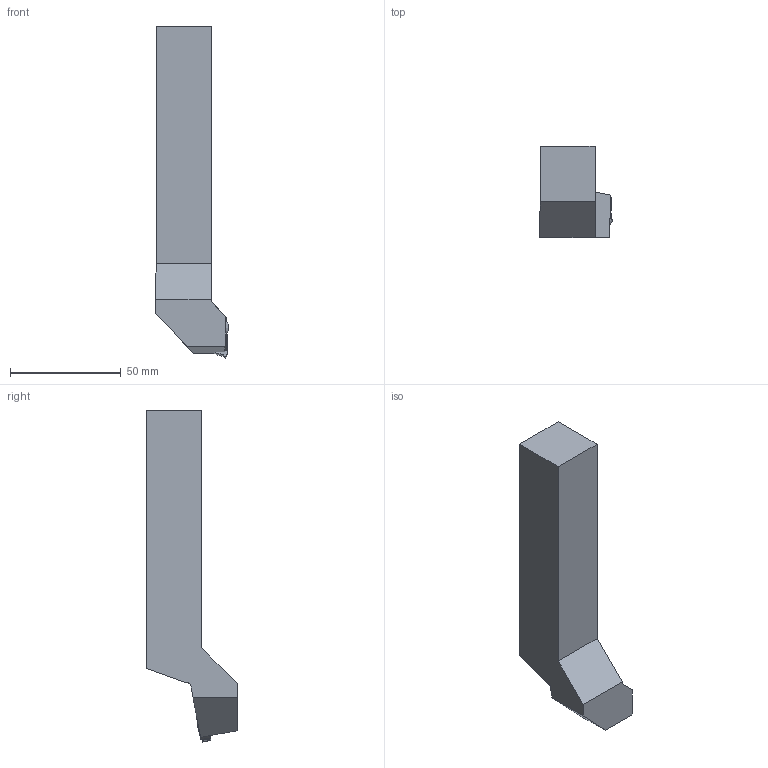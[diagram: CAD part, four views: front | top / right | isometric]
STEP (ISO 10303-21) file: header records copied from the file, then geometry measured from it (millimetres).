
FILE_DESCRIPTION(/* description */ (''),/* implementation_level */ '2;1');
FILE_NAME(/* name */ '1685535930429.stp',/* time_stamp */ '2023-05-31T17:55:39+05:00',/* author */ (''),/* organization */ ('SMS'),/* preprocessor_version */ 'ST-DEVELOPER v16.7',/* originating_system */ 'SIEMENS PLM Software NX 12.0',/* authorisation */ '');
FILE_SCHEMA (('AUTOMOTIVE_DESIGN { 1 0 10303 214 3 1 1 1 }'));
Length unit declared in the file: millimetre
Products named in the file (4): 204720786mod000_00; ASSEMBLY_CONSTRUCTION; 204729907mod000_00; 204729908mod000_00
Assembly tree (3 placements, depth 2):
  204729908mod000_00
    204729907mod000_00
    ASSEMBLY_CONSTRUCTION
    204720786mod000_00
Bounding box: 32.64 x 40.88 x 150.03 mm (x, y, z)
Volume: 88667.3 mm3; surface area: 16509.9 mm2
Topology: 2 solids, 2 shells, 133 faces, 367 edges, 251 vertices
Faces by surface type: plane 64, cylinder 52, bspline 10, torus 4, cone 2, sphere 1
Full cylindrical faces by diameter (mm): 4.41 x2, 5.45 x1
Entity records: 4693 total; most frequent: CARTESIAN_POINT 1124, DIRECTION 735, ORIENTED_EDGE 696, EDGE_CURVE 348, AXIS2_PLACEMENT_3D 258, VERTEX_POINT 233, LINE 219, VECTOR 219
